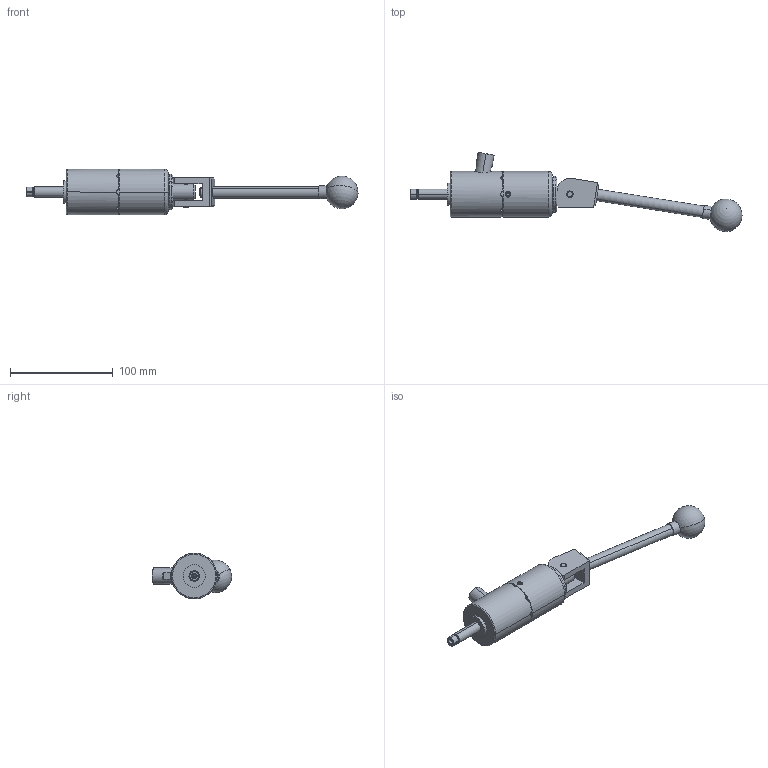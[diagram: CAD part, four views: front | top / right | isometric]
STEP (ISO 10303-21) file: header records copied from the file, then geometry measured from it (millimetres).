
FILE_DESCRIPTION (( 'STEP AP214' ), '1' );
FILE_NAME ('CTSC-003501.STEP', '2025-07-28T19:23:29', ( '' ), ( '' ), 'SwSTEP 2.0', 'SolidWorks 2023', '' );
FILE_SCHEMA (( 'AUTOMOTIVE_DESIGN' ));
Length unit declared in the file: inch
Products named in the file (1): CTSC-003501
Bounding box: 323.84 x 77.27 x 44.45 mm (x, y, z)
Volume: 209423 mm3; surface area: 42260.4 mm2
Topology: 7 solids, 8 shells, 253 faces, 602 edges, 378 vertices
Faces by surface type: cylinder 111, plane 84, cone 44, torus 9, bspline 3, sphere 2
Entity records: 12315 total; most frequent: CARTESIAN_POINT 3300, DIRECTION 1208, ORIENTED_EDGE 1186, EDGE_CURVE 593, AXIS2_PLACEMENT_3D 485, VERTEX_POINT 375, EDGE_LOOP 286, FACE_OUTER_BOUND 253
